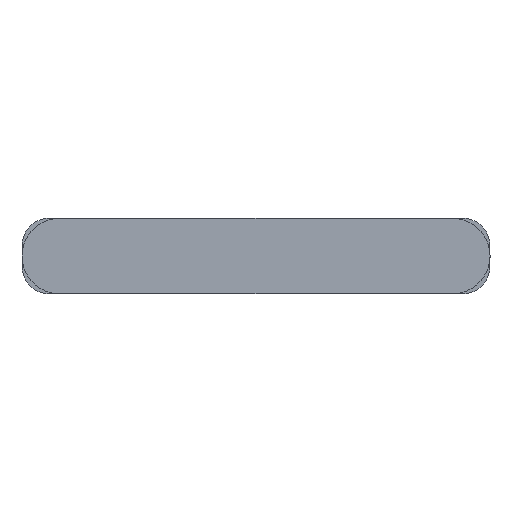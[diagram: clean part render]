
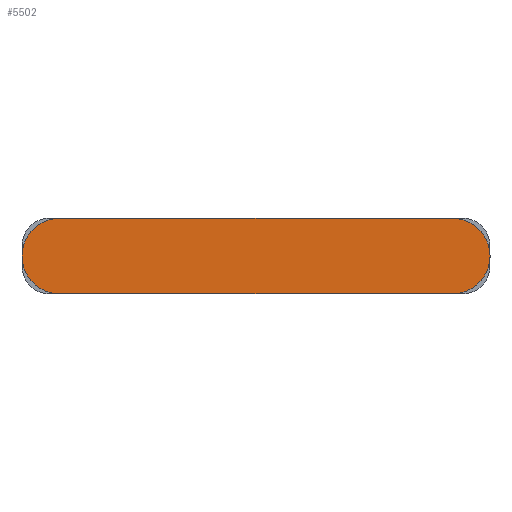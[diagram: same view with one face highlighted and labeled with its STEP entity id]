
A CAD part, front view. The second image highlights one B-rep face of the part: STEP entity #5502.
In plain terms, the highlighted planar face has unit normal (0, -1, 0).
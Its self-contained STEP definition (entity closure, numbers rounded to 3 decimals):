
#84 = AXIS2_PLACEMENT_3D ( 'NONE', #2529, #6675, #3131 ) ;
#404 = LINE ( 'NONE', #2490, #3354 ) ;
#421 = CIRCLE ( 'NONE', #84, 2.75 ) ;
#575 = EDGE_CURVE ( 'NONE', #854, #679, #5781, .T. ) ;
#679 = VERTEX_POINT ( 'NONE', #1625 ) ;
#854 = VERTEX_POINT ( 'NONE', #3112 ) ;
#1036 = AXIS2_PLACEMENT_3D ( 'NONE', #6543, #3003, #7132 ) ;
#1180 = CARTESIAN_POINT ( 'NONE',  ( 25.75, -51.5, 0. ) ) ;
#1527 = CARTESIAN_POINT ( 'NONE',  ( 25.75, -51.5, 2.75 ) ) ;
#1572 = CARTESIAN_POINT ( 'NONE',  ( 28.5, -51.5, 5.5 ) ) ;
#1625 = CARTESIAN_POINT ( 'NONE',  ( -2.75, -51.5, 5.5 ) ) ;
#1835 = VERTEX_POINT ( 'NONE', #4281 ) ;
#1910 = DIRECTION ( 'NONE',  ( 1., 0., 0. ) ) ;
#2029 = VERTEX_POINT ( 'NONE', #1180 ) ;
#2116 = DIRECTION ( 'NONE',  ( 0., 0., 1. ) ) ;
#2182 = CIRCLE ( 'NONE', #3770, 2.75 ) ;
#2490 = CARTESIAN_POINT ( 'NONE',  ( 11.5, -51.5, 0. ) ) ;
#2529 = CARTESIAN_POINT ( 'NONE',  ( -2.75, -51.5, 2.75 ) ) ;
#2971 = PLANE ( 'NONE',  #1036 ) ;
#3003 = DIRECTION ( 'NONE',  ( 0., -1., 0. ) ) ;
#3112 = CARTESIAN_POINT ( 'NONE',  ( 25.75, -51.5, 5.5 ) ) ;
#3131 = DIRECTION ( 'NONE',  ( 0., 0., 1. ) ) ;
#3344 = EDGE_LOOP ( 'NONE', ( #6851, #5545, #6438, #6844 ) ) ;
#3354 = VECTOR ( 'NONE', #1910, 1000. ) ;
#3596 = EDGE_CURVE ( 'NONE', #854, #2029, #2182, .T. ) ;
#3770 = AXIS2_PLACEMENT_3D ( 'NONE', #1527, #5635, #2116 ) ;
#4281 = CARTESIAN_POINT ( 'NONE',  ( -2.75, -51.5, 0. ) ) ;
#4634 = EDGE_CURVE ( 'NONE', #1835, #679, #421, .T. ) ;
#5095 = DIRECTION ( 'NONE',  ( -1., 0., 0. ) ) ;
#5287 = EDGE_CURVE ( 'NONE', #1835, #2029, #404, .T. ) ;
#5502 = ADVANCED_FACE ( 'NONE', ( #6017 ), #2971, .T. ) ;
#5545 = ORIENTED_EDGE ( 'NONE', *, *, #575, .T. ) ;
#5635 = DIRECTION ( 'NONE',  ( 0., 1., 0. ) ) ;
#5781 = LINE ( 'NONE', #1572, #7370 ) ;
#6017 = FACE_OUTER_BOUND ( 'NONE', #3344, .T. ) ;
#6438 = ORIENTED_EDGE ( 'NONE', *, *, #4634, .F. ) ;
#6543 = CARTESIAN_POINT ( 'NONE',  ( 28.5, -51.5, 0. ) ) ;
#6675 = DIRECTION ( 'NONE',  ( 0., 1., 0. ) ) ;
#6844 = ORIENTED_EDGE ( 'NONE', *, *, #5287, .T. ) ;
#6851 = ORIENTED_EDGE ( 'NONE', *, *, #3596, .F. ) ;
#7132 = DIRECTION ( 'NONE',  ( 0., 0., -1. ) ) ;
#7370 = VECTOR ( 'NONE', #5095, 1000. ) ;
